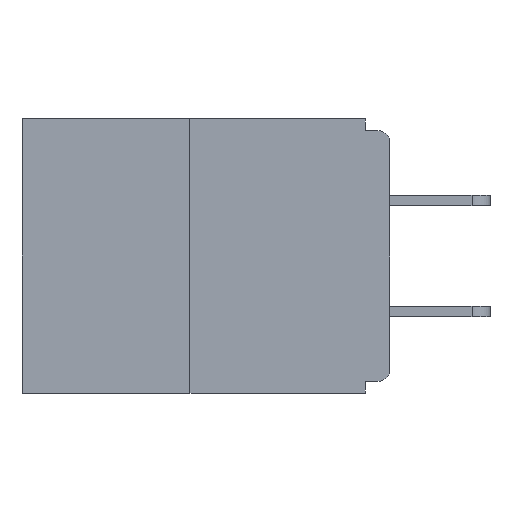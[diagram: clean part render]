
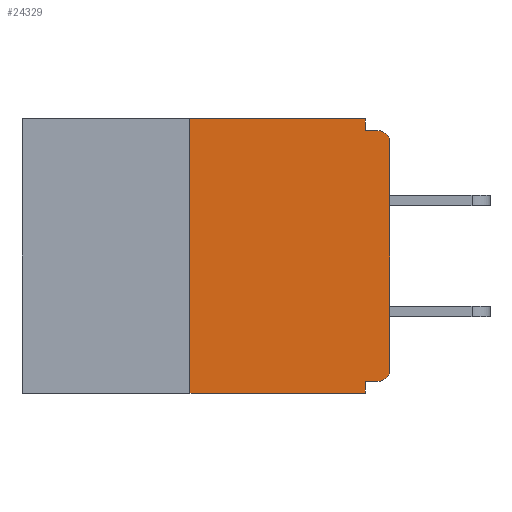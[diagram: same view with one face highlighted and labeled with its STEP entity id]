
A CAD part, left-side view. The second image highlights one B-rep face of the part: STEP entity #24329.
In plain terms, the highlighted planar face has unit normal (-1, 0, 0).
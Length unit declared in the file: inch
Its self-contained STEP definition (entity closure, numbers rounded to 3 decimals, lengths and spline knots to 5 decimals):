
#424 = CARTESIAN_POINT ( 'NONE',  ( 0., 0.015, -0.328 ) ) ;
#1761 = DIRECTION ( 'NONE',  ( -1., 0., 0. ) ) ;
#2236 = VERTEX_POINT ( 'NONE', #8591 ) ;
#2459 = AXIS2_PLACEMENT_3D ( 'NONE', #22893, #23117, #15937 ) ;
#2947 = VERTEX_POINT ( 'NONE', #21696 ) ;
#3152 = EDGE_CURVE ( 'NONE', #23048, #2236, #9874, .T. ) ;
#3269 = VERTEX_POINT ( 'NONE', #12357 ) ;
#3602 = AXIS2_PLACEMENT_3D ( 'NONE', #11217, #1761, #27306 ) ;
#4942 = AXIS2_PLACEMENT_3D ( 'NONE', #16683, #7351, #28887 ) ;
#5061 = CARTESIAN_POINT ( 'NONE',  ( 0., 0.46, 0. ) ) ;
#5224 = CARTESIAN_POINT ( 'NONE',  ( 0., 0.031, 0. ) ) ;
#5626 = DIRECTION ( 'NONE',  ( 0., 0., 1. ) ) ;
#5635 = VECTOR ( 'NONE', #27938, 39.37008 ) ;
#6897 = ORIENTED_EDGE ( 'NONE', *, *, #9057, .T. ) ;
#7053 = EDGE_CURVE ( 'NONE', #11837, #3269, #11148, .T. ) ;
#7351 = DIRECTION ( 'NONE',  ( -1., 0., 0. ) ) ;
#7362 = CARTESIAN_POINT ( 'NONE',  ( 0., 0.015, -0.015 ) ) ;
#7617 = CARTESIAN_POINT ( 'NONE',  ( 0., 0., 0. ) ) ;
#8173 = VECTOR ( 'NONE', #5626, 39.37008 ) ;
#8378 = CARTESIAN_POINT ( 'NONE',  ( 0., 0.25, 0. ) ) ;
#8591 = CARTESIAN_POINT ( 'NONE',  ( 0., 0.031, -0.343 ) ) ;
#8626 = CIRCLE ( 'NONE', #4942, 0.015 ) ;
#8635 = ORIENTED_EDGE ( 'NONE', *, *, #7053, .T. ) ;
#8940 = FACE_OUTER_BOUND ( 'NONE', #18455, .T. ) ;
#9057 = EDGE_CURVE ( 'NONE', #3269, #23938, #8626, .T. ) ;
#9165 = CIRCLE ( 'NONE', #3602, 0.015 ) ;
#9649 = DIRECTION ( 'NONE',  ( 0., -1., 0. ) ) ;
#9657 = CARTESIAN_POINT ( 'NONE',  ( 0., 0.25, 0. ) ) ;
#9874 = LINE ( 'NONE', #11946, #11378 ) ;
#10650 = LINE ( 'NONE', #20111, #30118 ) ;
#10703 = ORIENTED_EDGE ( 'NONE', *, *, #21064, .T. ) ;
#11111 = DIRECTION ( 'NONE',  ( 0., 0., -1. ) ) ;
#11148 = LINE ( 'NONE', #7617, #8173 ) ;
#11204 = CARTESIAN_POINT ( 'NONE',  ( 0., 0., -0.313 ) ) ;
#11217 = CARTESIAN_POINT ( 'NONE',  ( 0., 0.015, -0.313 ) ) ;
#11378 = VECTOR ( 'NONE', #9649, 39.37008 ) ;
#11486 = ORIENTED_EDGE ( 'NONE', *, *, #27920, .F. ) ;
#11515 = ORIENTED_EDGE ( 'NONE', *, *, #25553, .F. ) ;
#11837 = VERTEX_POINT ( 'NONE', #11204 ) ;
#11946 = CARTESIAN_POINT ( 'NONE',  ( 0., 0.46, -0.343 ) ) ;
#12290 = DIRECTION ( 'NONE',  ( 0., 1., 0. ) ) ;
#12357 = CARTESIAN_POINT ( 'NONE',  ( 0., 0., -0.03 ) ) ;
#13431 = VECTOR ( 'NONE', #19476, 39.37008 ) ;
#13651 = LINE ( 'NONE', #16629, #21466 ) ;
#13991 = EDGE_CURVE ( 'NONE', #25636, #2947, #19176, .T. ) ;
#14320 = VECTOR ( 'NONE', #12290, 39.37008 ) ;
#14964 = ORIENTED_EDGE ( 'NONE', *, *, #18356, .F. ) ;
#15363 = LINE ( 'NONE', #23116, #5635 ) ;
#15937 = DIRECTION ( 'NONE',  ( 0., 0., -1. ) ) ;
#16629 = CARTESIAN_POINT ( 'NONE',  ( 0., 0.031, 0. ) ) ;
#16683 = CARTESIAN_POINT ( 'NONE',  ( 0., 0.015, -0.03 ) ) ;
#18051 = VERTEX_POINT ( 'NONE', #23187 ) ;
#18356 = EDGE_CURVE ( 'NONE', #28453, #18051, #13651, .T. ) ;
#18455 = EDGE_LOOP ( 'NONE', ( #11486, #11515, #28994, #30430, #27132, #10703, #8635, #6897, #30622, #14964 ) ) ;
#19176 = LINE ( 'NONE', #26704, #14320 ) ;
#19476 = DIRECTION ( 'NONE',  ( 0., -1., 0. ) ) ;
#20093 = EDGE_CURVE ( 'NONE', #18051, #23938, #15363, .T. ) ;
#20111 = CARTESIAN_POINT ( 'NONE',  ( 0., 0.031, -0.343 ) ) ;
#20516 = LINE ( 'NONE', #5061, #13431 ) ;
#20853 = VECTOR ( 'NONE', #24862, 39.37008 ) ;
#21042 = EDGE_CURVE ( 'NONE', #2947, #2236, #10650, .T. ) ;
#21064 = EDGE_CURVE ( 'NONE', #25636, #11837, #9165, .T. ) ;
#21466 = VECTOR ( 'NONE', #24106, 39.37008 ) ;
#21696 = CARTESIAN_POINT ( 'NONE',  ( 0., 0.031, -0.328 ) ) ;
#22877 = VERTEX_POINT ( 'NONE', #9657 ) ;
#22893 = CARTESIAN_POINT ( 'NONE',  ( 0., 0.46, 0. ) ) ;
#23048 = VERTEX_POINT ( 'NONE', #25084 ) ;
#23116 = CARTESIAN_POINT ( 'NONE',  ( 0., 0., -0.015 ) ) ;
#23117 = DIRECTION ( 'NONE',  ( 1., 0., 0. ) ) ;
#23187 = CARTESIAN_POINT ( 'NONE',  ( 0., 0.031, -0.015 ) ) ;
#23938 = VERTEX_POINT ( 'NONE', #7362 ) ;
#24106 = DIRECTION ( 'NONE',  ( 0., 0., -1. ) ) ;
#24329 = ADVANCED_FACE ( 'NONE', ( #8940 ), #30273, .F. ) ;
#24862 = DIRECTION ( 'NONE',  ( 0., 0., 1. ) ) ;
#25084 = CARTESIAN_POINT ( 'NONE',  ( 0., 0.25, -0.343 ) ) ;
#25553 = EDGE_CURVE ( 'NONE', #23048, #22877, #30605, .T. ) ;
#25636 = VERTEX_POINT ( 'NONE', #424 ) ;
#26704 = CARTESIAN_POINT ( 'NONE',  ( 0., 0., -0.328 ) ) ;
#27132 = ORIENTED_EDGE ( 'NONE', *, *, #13991, .F. ) ;
#27306 = DIRECTION ( 'NONE',  ( 0., 0., -1. ) ) ;
#27920 = EDGE_CURVE ( 'NONE', #22877, #28453, #20516, .T. ) ;
#27938 = DIRECTION ( 'NONE',  ( 0., -1., 0. ) ) ;
#28453 = VERTEX_POINT ( 'NONE', #5224 ) ;
#28887 = DIRECTION ( 'NONE',  ( 0., 0., -1. ) ) ;
#28994 = ORIENTED_EDGE ( 'NONE', *, *, #3152, .T. ) ;
#30118 = VECTOR ( 'NONE', #11111, 39.37008 ) ;
#30273 = PLANE ( 'NONE',  #2459 ) ;
#30430 = ORIENTED_EDGE ( 'NONE', *, *, #21042, .F. ) ;
#30605 = LINE ( 'NONE', #8378, #20853 ) ;
#30622 = ORIENTED_EDGE ( 'NONE', *, *, #20093, .F. ) ;
